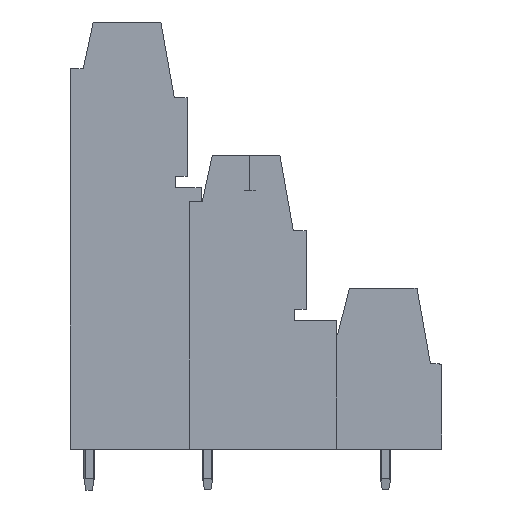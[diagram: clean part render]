
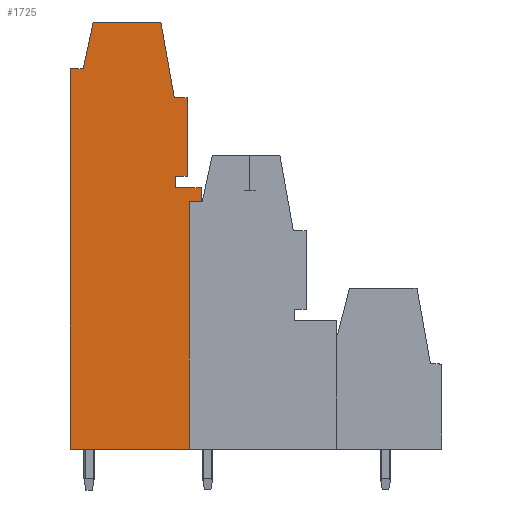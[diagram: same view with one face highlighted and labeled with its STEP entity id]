
A CAD part, left-side view. The second image highlights one B-rep face of the part: STEP entity #1725.
In plain terms, the highlighted planar face has unit normal (-1, 0, 0).
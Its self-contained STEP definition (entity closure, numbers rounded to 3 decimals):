
#1528=AXIS2_PLACEMENT_3D('Plane Axis2P3D',#1525,#1526,#1527) ;
#1413=CARTESIAN_POINT('Vertex',(2.54,20.6,24.7)) ;
#1416=CARTESIAN_POINT('Line Origine',(2.54,21.1,24.7)) ;
#1420=CARTESIAN_POINT('Vertex',(2.54,21.6,24.7)) ;
#1446=CARTESIAN_POINT('Vertex',(2.54,21.6,3.5)) ;
#1449=CARTESIAN_POINT('Line Origine',(2.54,26.7,3.5)) ;
#1453=CARTESIAN_POINT('Vertex',(2.54,31.8,3.5)) ;
#1525=CARTESIAN_POINT('Axis2P3D Location',(2.54,35.177,3.5)) ;
#1629=CARTESIAN_POINT('Line Origine',(2.54,20.6,25.3)) ;
#1633=CARTESIAN_POINT('Vertex',(2.54,20.6,25.9)) ;
#1636=CARTESIAN_POINT('Line Origine',(2.54,21.7,25.9)) ;
#1640=CARTESIAN_POINT('Vertex',(2.54,22.8,25.9)) ;
#1643=CARTESIAN_POINT('Line Origine',(2.54,22.8,26.4)) ;
#1647=CARTESIAN_POINT('Vertex',(2.54,22.8,26.9)) ;
#1650=CARTESIAN_POINT('Line Origine',(2.54,22.3,26.9)) ;
#1654=CARTESIAN_POINT('Vertex',(2.54,21.8,26.9)) ;
#1657=CARTESIAN_POINT('Line Origine',(2.54,21.8,30.25)) ;
#1661=CARTESIAN_POINT('Vertex',(2.54,21.8,33.6)) ;
#1664=CARTESIAN_POINT('Line Origine',(2.54,22.352,33.6)) ;
#1668=CARTESIAN_POINT('Vertex',(2.54,22.904,33.6)) ;
#1671=CARTESIAN_POINT('Line Origine',(2.54,23.477,36.85)) ;
#1675=CARTESIAN_POINT('Vertex',(2.54,24.05,40.1)) ;
#1678=CARTESIAN_POINT('Line Origine',(2.54,26.95,40.1)) ;
#1682=CARTESIAN_POINT('Vertex',(2.54,29.85,40.1)) ;
#1685=CARTESIAN_POINT('Line Origine',(2.54,30.275,38.1)) ;
#1689=CARTESIAN_POINT('Vertex',(2.54,30.7,36.1)) ;
#1692=CARTESIAN_POINT('Line Origine',(2.54,31.25,36.1)) ;
#1696=CARTESIAN_POINT('Vertex',(2.54,31.8,36.1)) ;
#1699=CARTESIAN_POINT('Line Origine',(2.54,31.8,19.8)) ;
#1704=CARTESIAN_POINT('Line Origine',(2.54,21.6,14.1)) ;
#1417=DIRECTION('Vector Direction',(0.,1.,0.)) ;
#1450=DIRECTION('Vector Direction',(0.,-1.,0.)) ;
#1526=DIRECTION('Axis2P3D Direction',(-1.,0.,0.)) ;
#1527=DIRECTION('Axis2P3D XDirection',(0.,-1.,0.)) ;
#1630=DIRECTION('Vector Direction',(0.,0.,1.)) ;
#1637=DIRECTION('Vector Direction',(0.,1.,0.)) ;
#1644=DIRECTION('Vector Direction',(0.,0.,-1.)) ;
#1651=DIRECTION('Vector Direction',(0.,1.,0.)) ;
#1658=DIRECTION('Vector Direction',(0.,0.,-1.)) ;
#1665=DIRECTION('Vector Direction',(0.,-1.,0.)) ;
#1672=DIRECTION('Vector Direction',(0.,-0.174,-0.985)) ;
#1679=DIRECTION('Vector Direction',(0.,-1.,0.)) ;
#1686=DIRECTION('Vector Direction',(0.,-0.208,0.978)) ;
#1693=DIRECTION('Vector Direction',(0.,-1.,0.)) ;
#1700=DIRECTION('Vector Direction',(0.,0.,1.)) ;
#1705=DIRECTION('Vector Direction',(0.,0.,1.)) ;
#1418=VECTOR('Line Direction',#1417,1.) ;
#1451=VECTOR('Line Direction',#1450,1.) ;
#1631=VECTOR('Line Direction',#1630,1.) ;
#1638=VECTOR('Line Direction',#1637,1.) ;
#1645=VECTOR('Line Direction',#1644,1.) ;
#1652=VECTOR('Line Direction',#1651,1.) ;
#1659=VECTOR('Line Direction',#1658,1.) ;
#1666=VECTOR('Line Direction',#1665,1.) ;
#1673=VECTOR('Line Direction',#1672,1.) ;
#1680=VECTOR('Line Direction',#1679,1.) ;
#1687=VECTOR('Line Direction',#1686,1.) ;
#1694=VECTOR('Line Direction',#1693,1.) ;
#1701=VECTOR('Line Direction',#1700,1.) ;
#1706=VECTOR('Line Direction',#1705,1.) ;
#1710=ORIENTED_EDGE('',*,*,#1635,.T.) ;
#1711=ORIENTED_EDGE('',*,*,#1642,.T.) ;
#1712=ORIENTED_EDGE('',*,*,#1649,.F.) ;
#1713=ORIENTED_EDGE('',*,*,#1656,.F.) ;
#1714=ORIENTED_EDGE('',*,*,#1663,.F.) ;
#1715=ORIENTED_EDGE('',*,*,#1670,.F.) ;
#1716=ORIENTED_EDGE('',*,*,#1677,.F.) ;
#1717=ORIENTED_EDGE('',*,*,#1684,.F.) ;
#1718=ORIENTED_EDGE('',*,*,#1691,.F.) ;
#1719=ORIENTED_EDGE('',*,*,#1698,.F.) ;
#1720=ORIENTED_EDGE('',*,*,#1703,.F.) ;
#1721=ORIENTED_EDGE('',*,*,#1455,.T.) ;
#1722=ORIENTED_EDGE('',*,*,#1708,.T.) ;
#1723=ORIENTED_EDGE('',*,*,#1422,.F.) ;
#1725=ADVANCED_FACE('HOUSING',(#1724),#1529,.T.) ;
#1422=EDGE_CURVE('',#1414,#1421,#1419,.T.) ;
#1455=EDGE_CURVE('',#1454,#1447,#1452,.T.) ;
#1635=EDGE_CURVE('',#1414,#1634,#1632,.T.) ;
#1642=EDGE_CURVE('',#1634,#1641,#1639,.T.) ;
#1649=EDGE_CURVE('',#1648,#1641,#1646,.T.) ;
#1656=EDGE_CURVE('',#1655,#1648,#1653,.T.) ;
#1663=EDGE_CURVE('',#1662,#1655,#1660,.T.) ;
#1670=EDGE_CURVE('',#1669,#1662,#1667,.T.) ;
#1677=EDGE_CURVE('',#1676,#1669,#1674,.T.) ;
#1684=EDGE_CURVE('',#1683,#1676,#1681,.T.) ;
#1691=EDGE_CURVE('',#1690,#1683,#1688,.T.) ;
#1698=EDGE_CURVE('',#1697,#1690,#1695,.T.) ;
#1703=EDGE_CURVE('',#1454,#1697,#1702,.T.) ;
#1708=EDGE_CURVE('',#1447,#1421,#1707,.T.) ;
#1709=EDGE_LOOP('',(#1710,#1711,#1712,#1713,#1714,#1715,#1716,#1717,#1718,#1719,#1720,#1721,#1722,#1723)) ;
#1724=FACE_OUTER_BOUND('',#1709,.T.) ;
#1419=LINE('Line',#1416,#1418) ;
#1452=LINE('Line',#1449,#1451) ;
#1632=LINE('Line',#1629,#1631) ;
#1639=LINE('Line',#1636,#1638) ;
#1646=LINE('Line',#1643,#1645) ;
#1653=LINE('Line',#1650,#1652) ;
#1660=LINE('Line',#1657,#1659) ;
#1667=LINE('Line',#1664,#1666) ;
#1674=LINE('Line',#1671,#1673) ;
#1681=LINE('Line',#1678,#1680) ;
#1688=LINE('Line',#1685,#1687) ;
#1695=LINE('Line',#1692,#1694) ;
#1702=LINE('Line',#1699,#1701) ;
#1707=LINE('Line',#1704,#1706) ;
#1529=PLANE('',#1528) ;
#1414=VERTEX_POINT('',#1413) ;
#1421=VERTEX_POINT('',#1420) ;
#1447=VERTEX_POINT('',#1446) ;
#1454=VERTEX_POINT('',#1453) ;
#1634=VERTEX_POINT('',#1633) ;
#1641=VERTEX_POINT('',#1640) ;
#1648=VERTEX_POINT('',#1647) ;
#1655=VERTEX_POINT('',#1654) ;
#1662=VERTEX_POINT('',#1661) ;
#1669=VERTEX_POINT('',#1668) ;
#1676=VERTEX_POINT('',#1675) ;
#1683=VERTEX_POINT('',#1682) ;
#1690=VERTEX_POINT('',#1689) ;
#1697=VERTEX_POINT('',#1696) ;
